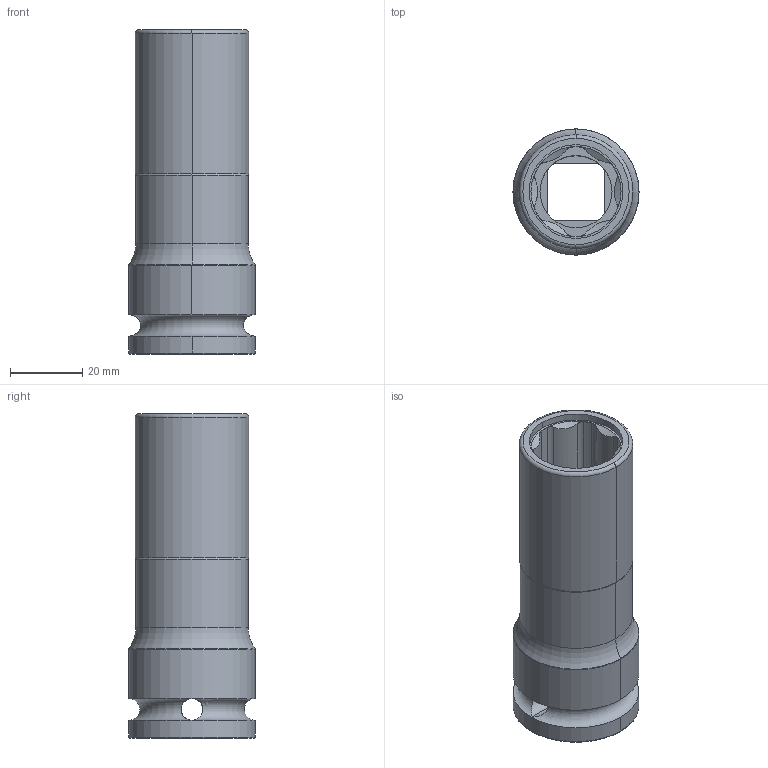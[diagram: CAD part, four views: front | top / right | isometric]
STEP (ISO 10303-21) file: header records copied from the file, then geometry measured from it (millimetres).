
FILE_DESCRIPTION((''),'2;1');
FILE_NAME('4027148821_ASM','2023-08-22T10:09:18',('A00565553'),(''),'CREO PARAMETRIC BY PTC INC, 2022414','CREO PARAMETRIC BY PTC INC, 2022414','');
FILE_SCHEMA(('CONFIG_CONTROL_DESIGN','GEOMETRIC_VALIDATION_PROPERTIES_MIM'));
Length unit declared in the file: millimetre
Products named in the file (3): 4027911134; 4027299505; 4027148821_ASM
Assembly tree (2 placements, depth 2):
  4027148821_ASM
    4027911134
    4027299505
Bounding box: 35 x 35 x 90 mm (x, y, z)
Volume: 43631.2 mm3; surface area: 23969.7 mm2
Topology: 2 solids, 2 shells, 95 faces, 228 edges, 138 vertices
Faces by surface type: cylinder 48, plane 23, torus 16, cone 8
Entity records: 3864 total; most frequent: CARTESIAN_POINT 673, DIRECTION 520, ORIENTED_EDGE 456, PRESENTATION_STYLE_ASSIGNMENT 232, STYLED_ITEM 232, CURVE_STYLE 228, EDGE_CURVE 228, AXIS2_PLACEMENT_3D 222
